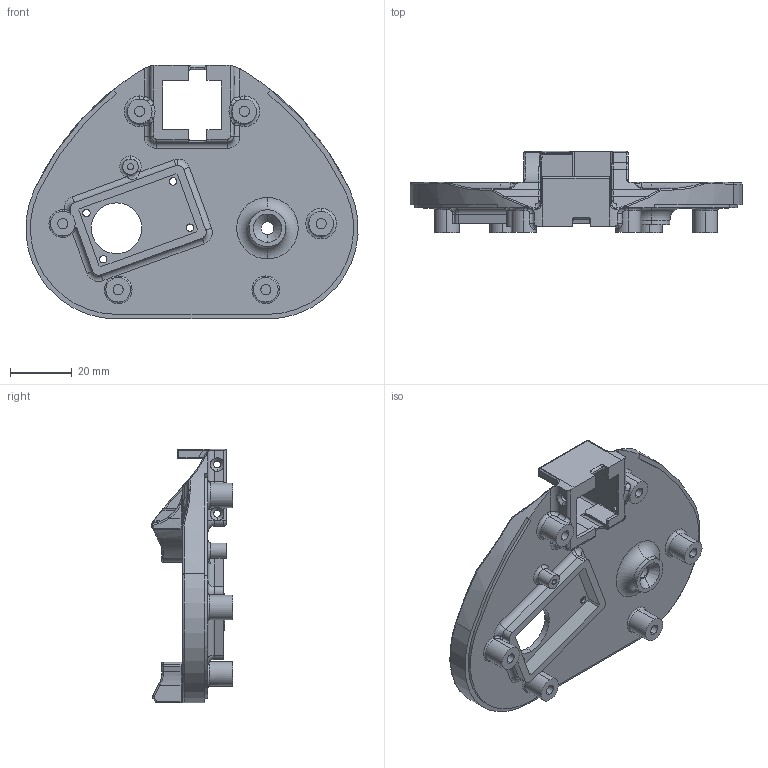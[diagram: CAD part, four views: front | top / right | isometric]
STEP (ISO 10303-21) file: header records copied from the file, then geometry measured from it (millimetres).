
FILE_DESCRIPTION (( 'STEP AP203' ), '1' );
FILE_NAME ('EN02-PALM_MIDHOUSING.STEP', '2025-06-02T20:47:43', ( '' ), ( '' ), 'SwSTEP 2.0', 'SolidWorks 2024', '' );
FILE_SCHEMA (( 'CONFIG_CONTROL_DESIGN' ));
Length unit declared in the file: millimetre
Products named in the file (1): EN02-PALM_MIDHOUSING
Bounding box: 107.94 x 26.35 x 82.55 mm (x, y, z)
Volume: 30164.7 mm3; surface area: 23140.7 mm2
Topology: 1 solids, 1 shells, 528 faces, 1298 edges, 761 vertices
Faces by surface type: cylinder 226, plane 109, bspline 78, torus 77, cone 20, sphere 18
Entity records: 18015 total; most frequent: CARTESIAN_POINT 5963, DIRECTION 2565, ORIENTED_EDGE 2548, EDGE_CURVE 1274, AXIS2_PLACEMENT_3D 1052, VERTEX_POINT 759, CIRCLE 601, EDGE_LOOP 561
